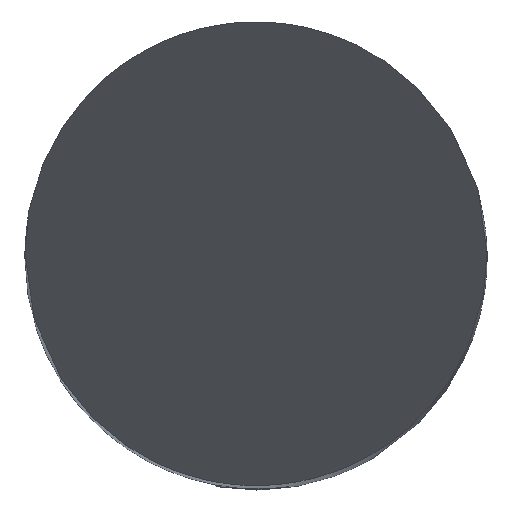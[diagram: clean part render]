
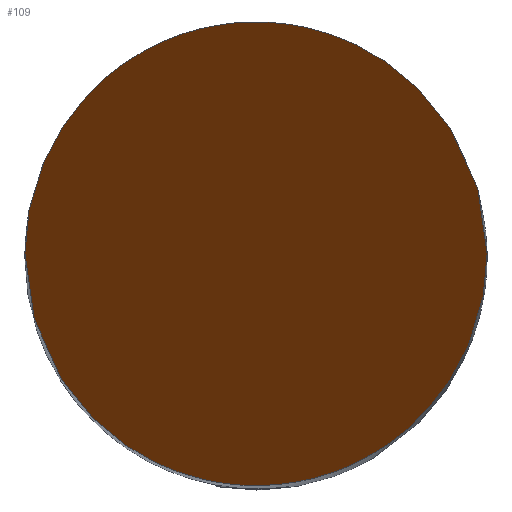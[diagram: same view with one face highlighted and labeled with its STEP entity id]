
A CAD part, top view. The second image highlights one B-rep face of the part: STEP entity #109.
In plain terms, the highlighted planar face has unit normal (0, -0.866, 0.5).
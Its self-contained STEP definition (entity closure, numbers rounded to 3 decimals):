
#54=PLANE('',#583);
#109=ADVANCED_FACE('',(#145),#54,.T.);
#145=FACE_OUTER_BOUND('',#175,.T.);
#175=EDGE_LOOP('',(#276,#277));
#276=ORIENTED_EDGE('',*,*,#424,.T.);
#277=ORIENTED_EDGE('',*,*,#435,.T.);
#374=VERTEX_POINT('',#832);
#375=VERTEX_POINT('',#837);
#424=EDGE_CURVE('',#375,#374,#522,.T.);
#435=EDGE_CURVE('',#374,#375,#523,.T.);
#522=(
BOUNDED_CURVE()
B_SPLINE_CURVE(3,(#833,#834,#835,#836),.UNSPECIFIED.,.F.,.F.)
B_SPLINE_CURVE_WITH_KNOTS((4,4),(0.,1.),.UNSPECIFIED.)
CURVE()
GEOMETRIC_REPRESENTATION_ITEM()
RATIONAL_B_SPLINE_CURVE((1.,0.333,0.333,1.))
REPRESENTATION_ITEM('')
);
#523=(
BOUNDED_CURVE()
B_SPLINE_CURVE(3,(#945,#946,#947,#948),.UNSPECIFIED.,.F.,.F.)
B_SPLINE_CURVE_WITH_KNOTS((4,4),(0.,1.),.UNSPECIFIED.)
CURVE()
GEOMETRIC_REPRESENTATION_ITEM()
RATIONAL_B_SPLINE_CURVE((1.,0.333,0.333,1.))
REPRESENTATION_ITEM('')
);
#583=AXIS2_PLACEMENT_3D('',#1038,#661,#662);
#661=DIRECTION('',(0.,-0.866,0.5));
#662=DIRECTION('',(0.,0.5,0.866));
#832=CARTESIAN_POINT('',(2.5,0.,0.));
#833=CARTESIAN_POINT('',(-2.5,0.,0.));
#834=CARTESIAN_POINT('',(-2.5,-5.,-8.66));
#835=CARTESIAN_POINT('',(2.5,-5.,-8.66));
#836=CARTESIAN_POINT('',(2.5,0.,0.));
#837=CARTESIAN_POINT('',(-2.5,0.,0.));
#945=CARTESIAN_POINT('',(2.5,0.,0.));
#946=CARTESIAN_POINT('',(2.5,5.,8.66));
#947=CARTESIAN_POINT('',(-2.5,5.,8.66));
#948=CARTESIAN_POINT('',(-2.5,0.,0.));
#1038=CARTESIAN_POINT('',(-49.699,2.5,4.33));
